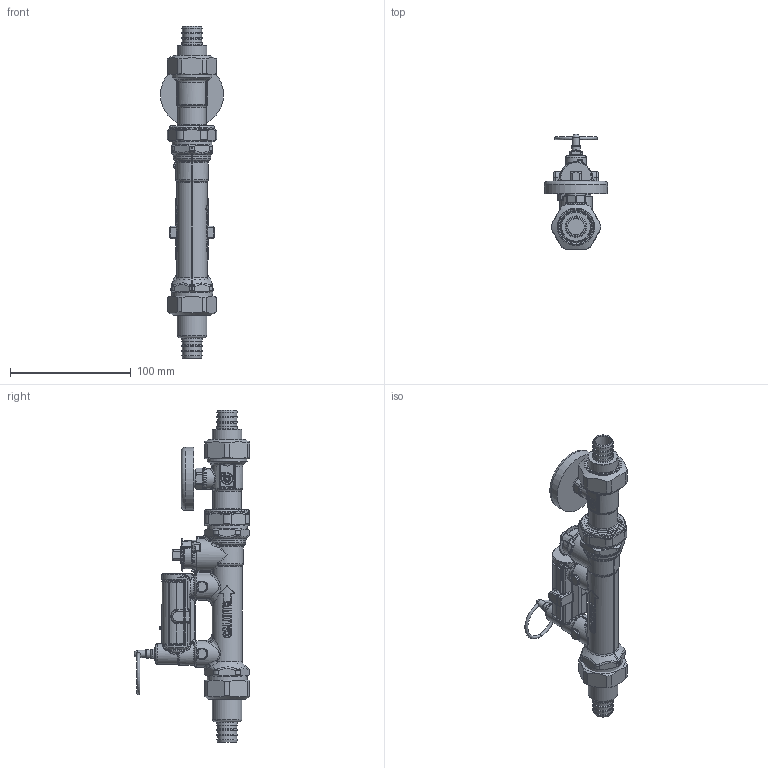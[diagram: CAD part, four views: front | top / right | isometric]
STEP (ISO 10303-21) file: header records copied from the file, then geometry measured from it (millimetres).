
FILE_DESCRIPTION(/* description */ (''),/* implementation_level */ '2;1');
FILE_NAME(/* name */ '132535AFC.stp',/* time_stamp */ '2025-07-16T11:29:55-05:00',/* author */ ('ischreiner'),/* organization */ (''),/* preprocessor_version */ 'ST-DEVELOPER v20',/* originating_system */ 'Autodesk Inventor 2025',/* authorisation */ '');
FILE_SCHEMA (('AUTOMOTIVE_DESIGN { 1 0 10303 214 3 1 1 }'));
Length unit declared in the file: inch
Products named in the file (6): 132535AFC; 132637 - TST; F61008 - 1 inch union nut; NA10358_Simplify_1; F0002077 PEX crimp 0.75 tailpiece; F0015061 PEX crimp 0.75 tailpiece for check
Assembly tree (6 placements, depth 2):
  132535AFC
    132637 - TST
    F61008 - 1 inch union nut  x2
    NA10358_Simplify_1
    F0002077 PEX crimp 0.75 tailpiece
    F0015061 PEX crimp 0.75 tailpiece for check
Bounding box: 52.32 x 95.91 x 274.89 mm (x, y, z)
Volume: 252074.2 mm3; surface area: 75389.3 mm2
Topology: 12 solids, 12 shells, 2343 faces, 5462 edges, 3071 vertices
Faces by surface type: bspline 1052, cylinder 546, plane 358, sphere 145, torus 135, cone 107
Full cylindrical faces by diameter (mm): 2.5 x1, 3 x1, 3.1 x1, 3.3 x1, 4.1 x1, 4.2 x1, 6 x2, 7 x1, 9.017 x1, 11.176 x1, 11.227 x1, 12.954 x1, 13.462 x2, 13.6 x1, 14.5 x1, 15.24 x1, 15.875 x7, 16.942 x8, 17 x2, 18 x1, 20.066 x1, 20.091 x2, 20.574 x1, 20.6 x1, 22 x2, 22.7 x2, 23.5 x1, 24 x1, 24.2 x1, 24.384 x1
Entity records: 144482 total; most frequent: CARTESIAN_POINT 96198, ORIENTED_EDGE 10542, DIRECTION 8864, EDGE_CURVE 5271, AXIS2_PLACEMENT_3D 3851, VERTEX_POINT 3036, EDGE_LOOP 2405, FACE_OUTER_BOUND 2322
